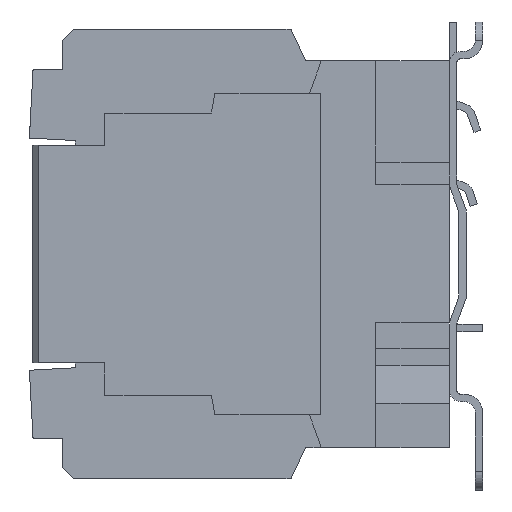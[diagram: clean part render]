
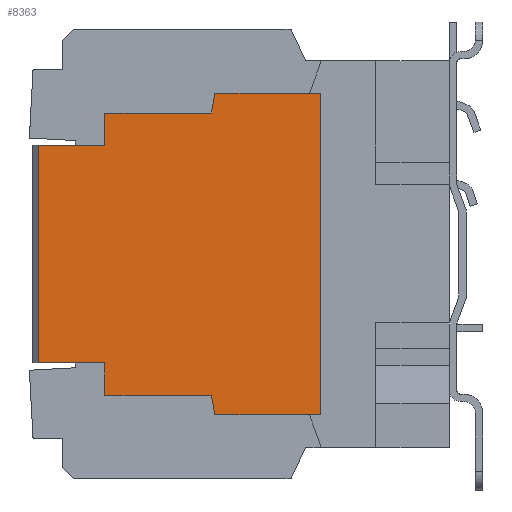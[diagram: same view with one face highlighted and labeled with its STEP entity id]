
A CAD part, left-side view. The second image highlights one B-rep face of the part: STEP entity #8363.
In plain terms, the highlighted planar face has unit normal (-1, 0, 0).
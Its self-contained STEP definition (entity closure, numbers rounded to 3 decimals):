
#38 = VERTEX_POINT ( 'NONE', #1710 ) ;
#91 = VERTEX_POINT ( 'NONE', #1802 ) ;
#103 = ORIENTED_EDGE ( 'NONE', *, *, #4068, .T. ) ;
#171 = DIRECTION ( 'NONE',  ( 0., 0.174, 0.985 ) ) ;
#222 = VECTOR ( 'NONE', #4741, 1000. ) ;
#448 = ORIENTED_EDGE ( 'NONE', *, *, #3575, .F. ) ;
#456 = VECTOR ( 'NONE', #6290, 1000. ) ;
#530 = VECTOR ( 'NONE', #5276, 1000. ) ;
#560 = VECTOR ( 'NONE', #664, 1000. ) ;
#638 = LINE ( 'NONE', #2880, #4694 ) ;
#664 = DIRECTION ( 'NONE',  ( 0., -1., 0. ) ) ;
#801 = LINE ( 'NONE', #3971, #5455 ) ;
#810 = CARTESIAN_POINT ( 'NONE',  ( -42.5, 101.5, -29.5 ) ) ;
#814 = ORIENTED_EDGE ( 'NONE', *, *, #5476, .F. ) ;
#1079 = CARTESIAN_POINT ( 'NONE',  ( -42.5, 35., -43.6 ) ) ;
#1266 = EDGE_CURVE ( 'NONE', #6547, #2629, #8422, .T. ) ;
#1291 = VERTEX_POINT ( 'NONE', #7629 ) ;
#1379 = CARTESIAN_POINT ( 'NONE',  ( -42.5, 64.6, -38.3 ) ) ;
#1411 = EDGE_LOOP ( 'NONE', ( #814, #1777, #5166, #3799, #3203, #3675, #3723, #103, #3465, #448, #4472, #3942 ) ) ;
#1515 = VERTEX_POINT ( 'NONE', #7471 ) ;
#1710 = CARTESIAN_POINT ( 'NONE',  ( -42.5, 111.5, 29.5 ) ) ;
#1777 = ORIENTED_EDGE ( 'NONE', *, *, #3950, .F. ) ;
#1802 = CARTESIAN_POINT ( 'NONE',  ( -42.5, 64.6, 38.3 ) ) ;
#2113 = VERTEX_POINT ( 'NONE', #7869 ) ;
#2196 = VECTOR ( 'NONE', #4789, 1000. ) ;
#2270 = VERTEX_POINT ( 'NONE', #5445 ) ;
#2340 = EDGE_CURVE ( 'NONE', #1515, #91, #7143, .T. ) ;
#2629 = VERTEX_POINT ( 'NONE', #1379 ) ;
#2695 = DIRECTION ( 'NONE',  ( 0., -1., 0. ) ) ;
#2741 = FACE_OUTER_BOUND ( 'NONE', #1411, .T. ) ;
#2880 = CARTESIAN_POINT ( 'NONE',  ( -42.5, 101.5, 29.5 ) ) ;
#2958 = CARTESIAN_POINT ( 'NONE',  ( -42.5, 111.5, 29.5 ) ) ;
#3166 = LINE ( 'NONE', #9373, #2196 ) ;
#3203 = ORIENTED_EDGE ( 'NONE', *, *, #2340, .F. ) ;
#3465 = ORIENTED_EDGE ( 'NONE', *, *, #9717, .T. ) ;
#3575 = EDGE_CURVE ( 'NONE', #2113, #7478, #801, .T. ) ;
#3625 = CARTESIAN_POINT ( 'NONE',  ( -42.5, 0., 0. ) ) ;
#3646 = LINE ( 'NONE', #5924, #5763 ) ;
#3675 = ORIENTED_EDGE ( 'NONE', *, *, #7804, .F. ) ;
#3723 = ORIENTED_EDGE ( 'NONE', *, *, #8770, .F. ) ;
#3799 = ORIENTED_EDGE ( 'NONE', *, *, #3859, .F. ) ;
#3859 = EDGE_CURVE ( 'NONE', #91, #1291, #6382, .T. ) ;
#3942 = ORIENTED_EDGE ( 'NONE', *, *, #1266, .F. ) ;
#3950 = EDGE_CURVE ( 'NONE', #2270, #5603, #3646, .T. ) ;
#3971 = CARTESIAN_POINT ( 'NONE',  ( -42.5, 93.5, -38.3 ) ) ;
#4068 = EDGE_CURVE ( 'NONE', #38, #7417, #5978, .T. ) ;
#4367 = DIRECTION ( 'NONE',  ( 0., 0., 1. ) ) ;
#4443 = DIRECTION ( 'NONE',  ( 0., 0., -1. ) ) ;
#4472 = ORIENTED_EDGE ( 'NONE', *, *, #5447, .F. ) ;
#4654 = CARTESIAN_POINT ( 'NONE',  ( -42.5, 93.5, 29.5 ) ) ;
#4694 = VECTOR ( 'NONE', #8193, 1000. ) ;
#4741 = DIRECTION ( 'NONE',  ( 0., -0.174, 0.985 ) ) ;
#4743 = LINE ( 'NONE', #5586, #456 ) ;
#4789 = DIRECTION ( 'NONE',  ( 0., 0., 1. ) ) ;
#4889 = CARTESIAN_POINT ( 'NONE',  ( -42.5, 63.665, 43.6 ) ) ;
#5058 = VECTOR ( 'NONE', #5491, 1000. ) ;
#5166 = ORIENTED_EDGE ( 'NONE', *, *, #6018, .F. ) ;
#5276 = DIRECTION ( 'NONE',  ( 0., 0., -1. ) ) ;
#5445 = CARTESIAN_POINT ( 'NONE',  ( -42.5, 35., 43.6 ) ) ;
#5447 = EDGE_CURVE ( 'NONE', #2629, #2113, #4743, .T. ) ;
#5455 = VECTOR ( 'NONE', #6960, 1000. ) ;
#5476 = EDGE_CURVE ( 'NONE', #5603, #6547, #7033, .T. ) ;
#5491 = DIRECTION ( 'NONE',  ( 0., 1., 0. ) ) ;
#5586 = CARTESIAN_POINT ( 'NONE',  ( -42.5, 64.6, -38.3 ) ) ;
#5603 = VERTEX_POINT ( 'NONE', #1079 ) ;
#5763 = VECTOR ( 'NONE', #4443, 1000. ) ;
#5901 = CARTESIAN_POINT ( 'NONE',  ( -42.5, 93.5, -29.5 ) ) ;
#5924 = CARTESIAN_POINT ( 'NONE',  ( -42.5, 35., 43.6 ) ) ;
#5978 = LINE ( 'NONE', #2958, #530 ) ;
#6018 = EDGE_CURVE ( 'NONE', #1291, #2270, #6459, .T. ) ;
#6213 = VERTEX_POINT ( 'NONE', #4654 ) ;
#6235 = CARTESIAN_POINT ( 'NONE',  ( -42.5, 38., -43.6 ) ) ;
#6290 = DIRECTION ( 'NONE',  ( 0., 1., 0. ) ) ;
#6297 = CARTESIAN_POINT ( 'NONE',  ( -42.5, 64.6, 38.3 ) ) ;
#6382 = LINE ( 'NONE', #4889, #222 ) ;
#6459 = LINE ( 'NONE', #9495, #7932 ) ;
#6547 = VERTEX_POINT ( 'NONE', #8529 ) ;
#6606 = DIRECTION ( 'NONE',  ( -1., 0., 0. ) ) ;
#6945 = DIRECTION ( 'NONE',  ( 0., -1., 0. ) ) ;
#6960 = DIRECTION ( 'NONE',  ( 0., 0., 1. ) ) ;
#6986 = CARTESIAN_POINT ( 'NONE',  ( -42.5, 111.5, -29.5 ) ) ;
#7033 = LINE ( 'NONE', #6235, #5058 ) ;
#7143 = LINE ( 'NONE', #6297, #7376 ) ;
#7376 = VECTOR ( 'NONE', #6945, 1000. ) ;
#7417 = VERTEX_POINT ( 'NONE', #6986 ) ;
#7471 = CARTESIAN_POINT ( 'NONE',  ( -42.5, 93.5, 38.3 ) ) ;
#7478 = VERTEX_POINT ( 'NONE', #5901 ) ;
#7617 = LINE ( 'NONE', #810, #560 ) ;
#7629 = CARTESIAN_POINT ( 'NONE',  ( -42.5, 63.665, 43.6 ) ) ;
#7779 = CARTESIAN_POINT ( 'NONE',  ( -42.5, 63.665, -43.6 ) ) ;
#7804 = EDGE_CURVE ( 'NONE', #6213, #1515, #3166, .T. ) ;
#7869 = CARTESIAN_POINT ( 'NONE',  ( -42.5, 93.5, -38.3 ) ) ;
#7932 = VECTOR ( 'NONE', #2695, 1000. ) ;
#8056 = PLANE ( 'NONE',  #9608 ) ;
#8193 = DIRECTION ( 'NONE',  ( 0., -1., 0. ) ) ;
#8363 = ADVANCED_FACE ( 'NONE', ( #2741 ), #8056, .T. ) ;
#8422 = LINE ( 'NONE', #7779, #8750 ) ;
#8529 = CARTESIAN_POINT ( 'NONE',  ( -42.5, 63.665, -43.6 ) ) ;
#8750 = VECTOR ( 'NONE', #171, 1000. ) ;
#8770 = EDGE_CURVE ( 'NONE', #38, #6213, #638, .T. ) ;
#9373 = CARTESIAN_POINT ( 'NONE',  ( -42.5, 93.5, 38.3 ) ) ;
#9495 = CARTESIAN_POINT ( 'NONE',  ( -42.5, 38., 43.6 ) ) ;
#9608 = AXIS2_PLACEMENT_3D ( 'NONE', #3625, #6606, #4367 ) ;
#9717 = EDGE_CURVE ( 'NONE', #7417, #7478, #7617, .T. ) ;
